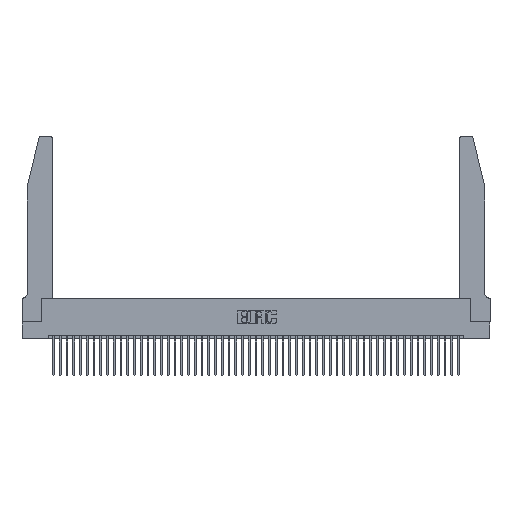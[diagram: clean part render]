
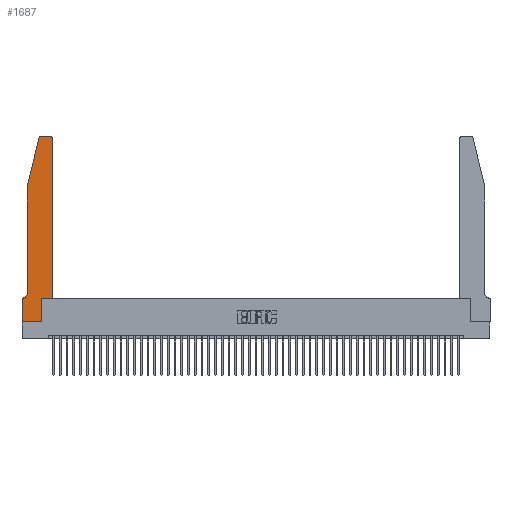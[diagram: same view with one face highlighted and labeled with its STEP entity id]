
A CAD part, top view. The second image highlights one B-rep face of the part: STEP entity #1687.
In plain terms, the highlighted planar face has unit normal (0, 0, 1).
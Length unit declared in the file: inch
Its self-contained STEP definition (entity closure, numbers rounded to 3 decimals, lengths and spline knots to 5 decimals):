
#237 = EDGE_CURVE ( 'NONE', #23116, #37449, #38566, .T. ) ;
#277 = VERTEX_POINT ( 'NONE', #3219 ) ;
#424 = ORIENTED_EDGE ( 'NONE', *, *, #7832, .T. ) ;
#1040 = VERTEX_POINT ( 'NONE', #3157 ) ;
#1281 = VECTOR ( 'NONE', #18825, 39.37008 ) ;
#1463 = ORIENTED_EDGE ( 'NONE', *, *, #11351, .T. ) ;
#1687 = ADVANCED_FACE ( 'NONE', ( #25333 ), #32346, .T. ) ;
#1778 = LINE ( 'NONE', #4687, #21172 ) ;
#2609 = DIRECTION ( 'NONE',  ( -1., 0., 0. ) ) ;
#2876 = VECTOR ( 'NONE', #15546, 39.37008 ) ;
#3157 = CARTESIAN_POINT ( 'NONE',  ( 0., 0.35, 0.37 ) ) ;
#3219 = CARTESIAN_POINT ( 'NONE',  ( 0.4505, 0.35, 0.37 ) ) ;
#3358 = EDGE_CURVE ( 'NONE', #24588, #18464, #28258, .T. ) ;
#3937 = LINE ( 'NONE', #29136, #8814 ) ;
#4687 = CARTESIAN_POINT ( 'NONE',  ( 0., 0., 0.37 ) ) ;
#5410 = VECTOR ( 'NONE', #24903, 39.37008 ) ;
#5714 = CARTESIAN_POINT ( 'NONE',  ( 0., 0., 0.37 ) ) ;
#6444 = CARTESIAN_POINT ( 'NONE',  ( 0.2865, 0.35, 0.37 ) ) ;
#6477 = DIRECTION ( 'NONE',  ( 1., 0., 0. ) ) ;
#6502 = EDGE_CURVE ( 'NONE', #27990, #23116, #17032, .T. ) ;
#7009 = VERTEX_POINT ( 'NONE', #13514 ) ;
#7171 = EDGE_CURVE ( 'NONE', #19433, #23038, #1778, .T. ) ;
#7218 = LINE ( 'NONE', #40293, #5410 ) ;
#7832 = EDGE_CURVE ( 'NONE', #1040, #19433, #42083, .T. ) ;
#8097 = VECTOR ( 'NONE', #25696, 39.37008 ) ;
#8116 = EDGE_CURVE ( 'NONE', #7009, #277, #3937, .T. ) ;
#8698 = CIRCLE ( 'NONE', #31234, 0.03 ) ;
#8814 = VECTOR ( 'NONE', #6477, 39.37008 ) ;
#9078 = DIRECTION ( 'NONE',  ( 0., 0., 1. ) ) ;
#9169 = CARTESIAN_POINT ( 'NONE',  ( 0.284, 2.75, 0.37 ) ) ;
#9239 = DIRECTION ( 'NONE',  ( 1., 0., 0. ) ) ;
#10964 = ORIENTED_EDGE ( 'NONE', *, *, #7171, .T. ) ;
#11351 = EDGE_CURVE ( 'NONE', #277, #34262, #7218, .T. ) ;
#11971 = DIRECTION ( 'NONE',  ( 1., 0., 0. ) ) ;
#12623 = CARTESIAN_POINT ( 'NONE',  ( 0.4205, 2.72, 0.37 ) ) ;
#13514 = CARTESIAN_POINT ( 'NONE',  ( 0.2865, 0.35, 0.37 ) ) ;
#13531 = EDGE_CURVE ( 'NONE', #34262, #24588, #29429, .T. ) ;
#14166 = CARTESIAN_POINT ( 'NONE',  ( 0.2865, 0., 0.37 ) ) ;
#14427 = DIRECTION ( 'NONE',  ( 0., 0., 1. ) ) ;
#15351 = AXIS2_PLACEMENT_3D ( 'NONE', #24732, #14427, #41475 ) ;
#15546 = DIRECTION ( 'NONE',  ( 0., -1., 0. ) ) ;
#16458 = DIRECTION ( 'NONE',  ( 0., -1., 0. ) ) ;
#17032 = LINE ( 'NONE', #46147, #1281 ) ;
#18332 = CARTESIAN_POINT ( 'NONE',  ( 0.0755, 0.42, 0.37 ) ) ;
#18367 = DIRECTION ( 'NONE',  ( 0., 0., -1. ) ) ;
#18424 = CARTESIAN_POINT ( 'NONE',  ( 0.284, 2.72, 0.37 ) ) ;
#18464 = VERTEX_POINT ( 'NONE', #9169 ) ;
#18756 = CARTESIAN_POINT ( 'NONE',  ( 0.4505, 2.72, 0.37 ) ) ;
#18825 = DIRECTION ( 'NONE',  ( -0.239, -0.971, 0. ) ) ;
#19169 = CARTESIAN_POINT ( 'NONE',  ( 0.0055, 0.35, 0.37 ) ) ;
#19433 = VERTEX_POINT ( 'NONE', #5714 ) ;
#19753 = VECTOR ( 'NONE', #16458, 39.37008 ) ;
#20404 = ORIENTED_EDGE ( 'NONE', *, *, #8116, .T. ) ;
#21172 = VECTOR ( 'NONE', #11971, 39.37008 ) ;
#22952 = DIRECTION ( 'NONE',  ( 0., 0., 1. ) ) ;
#23038 = VERTEX_POINT ( 'NONE', #14166 ) ;
#23116 = VERTEX_POINT ( 'NONE', #37309 ) ;
#24588 = VERTEX_POINT ( 'NONE', #40812 ) ;
#24732 = CARTESIAN_POINT ( 'NONE',  ( 0., 0.35, 0.37 ) ) ;
#24903 = DIRECTION ( 'NONE',  ( 0., 1., 0. ) ) ;
#25333 = FACE_OUTER_BOUND ( 'NONE', #35132, .T. ) ;
#25696 = DIRECTION ( 'NONE',  ( 0., 1., 0. ) ) ;
#26033 = CARTESIAN_POINT ( 'NONE',  ( 0.2605, 2.75, 0.37 ) ) ;
#27990 = VERTEX_POINT ( 'NONE', #48090 ) ;
#28025 = LINE ( 'NONE', #6444, #8097 ) ;
#28258 = LINE ( 'NONE', #26033, #42776 ) ;
#28817 = ORIENTED_EDGE ( 'NONE', *, *, #3358, .T. ) ;
#29136 = CARTESIAN_POINT ( 'NONE',  ( 0.4505, 0.35, 0.37 ) ) ;
#29302 = EDGE_CURVE ( 'NONE', #18464, #27990, #8698, .T. ) ;
#29429 = CIRCLE ( 'NONE', #47962, 0.03 ) ;
#29880 = ORIENTED_EDGE ( 'NONE', *, *, #29302, .T. ) ;
#29958 = EDGE_CURVE ( 'NONE', #37449, #42702, #49140, .T. ) ;
#29963 = EDGE_CURVE ( 'NONE', #42702, #1040, #49767, .T. ) ;
#31234 = AXIS2_PLACEMENT_3D ( 'NONE', #18424, #22952, #41897 ) ;
#32346 = PLANE ( 'NONE',  #15351 ) ;
#33554 = CARTESIAN_POINT ( 'NONE',  ( 0.0755, 0.35, 0.37 ) ) ;
#34145 = CARTESIAN_POINT ( 'NONE',  ( 0.0755, 2., 0.37 ) ) ;
#34189 = ORIENTED_EDGE ( 'NONE', *, *, #29963, .T. ) ;
#34262 = VERTEX_POINT ( 'NONE', #18756 ) ;
#35132 = EDGE_LOOP ( 'NONE', ( #28817, #29880, #48215, #41711, #40175, #34189, #424, #10964, #44142, #20404, #1463, #42570 ) ) ;
#37274 = CARTESIAN_POINT ( 'NONE',  ( 0.0055, 0.42, 0.37 ) ) ;
#37309 = CARTESIAN_POINT ( 'NONE',  ( 0.0755, 2., 0.37 ) ) ;
#37444 = DIRECTION ( 'NONE',  ( -1., 0., 0. ) ) ;
#37449 = VERTEX_POINT ( 'NONE', #18332 ) ;
#38566 = LINE ( 'NONE', #34145, #2876 ) ;
#39481 = VECTOR ( 'NONE', #37444, 39.37008 ) ;
#40175 = ORIENTED_EDGE ( 'NONE', *, *, #29958, .T. ) ;
#40293 = CARTESIAN_POINT ( 'NONE',  ( 0.4505, 0.35, 0.37 ) ) ;
#40348 = AXIS2_PLACEMENT_3D ( 'NONE', #37274, #18367, #2609 ) ;
#40812 = CARTESIAN_POINT ( 'NONE',  ( 0.4205, 2.75, 0.37 ) ) ;
#41475 = DIRECTION ( 'NONE',  ( 1., 0., 0. ) ) ;
#41711 = ORIENTED_EDGE ( 'NONE', *, *, #237, .T. ) ;
#41897 = DIRECTION ( 'NONE',  ( 1., 0., 0. ) ) ;
#42083 = LINE ( 'NONE', #43178, #19753 ) ;
#42570 = ORIENTED_EDGE ( 'NONE', *, *, #13531, .T. ) ;
#42702 = VERTEX_POINT ( 'NONE', #19169 ) ;
#42776 = VECTOR ( 'NONE', #48840, 39.37008 ) ;
#43178 = CARTESIAN_POINT ( 'NONE',  ( 0., 0., 0.37 ) ) ;
#44142 = ORIENTED_EDGE ( 'NONE', *, *, #44194, .T. ) ;
#44194 = EDGE_CURVE ( 'NONE', #23038, #7009, #28025, .T. ) ;
#46147 = CARTESIAN_POINT ( 'NONE',  ( 0.0755, 2., 0.37 ) ) ;
#47962 = AXIS2_PLACEMENT_3D ( 'NONE', #12623, #9078, #9239 ) ;
#48090 = CARTESIAN_POINT ( 'NONE',  ( 0.25487, 2.72718, 0.37 ) ) ;
#48215 = ORIENTED_EDGE ( 'NONE', *, *, #6502, .T. ) ;
#48840 = DIRECTION ( 'NONE',  ( -1., 0., 0. ) ) ;
#49140 = CIRCLE ( 'NONE', #40348, 0.07 ) ;
#49767 = LINE ( 'NONE', #33554, #39481 ) ;
